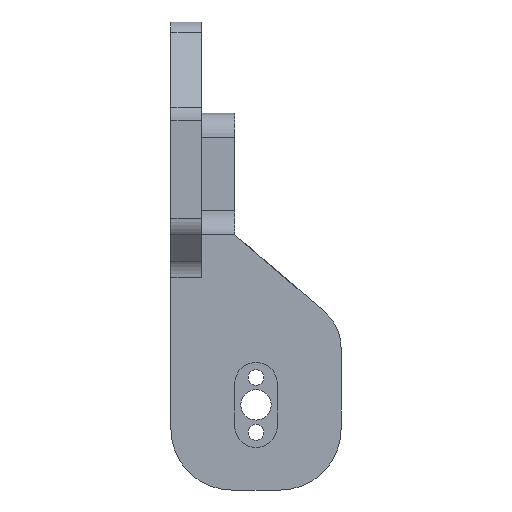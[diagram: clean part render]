
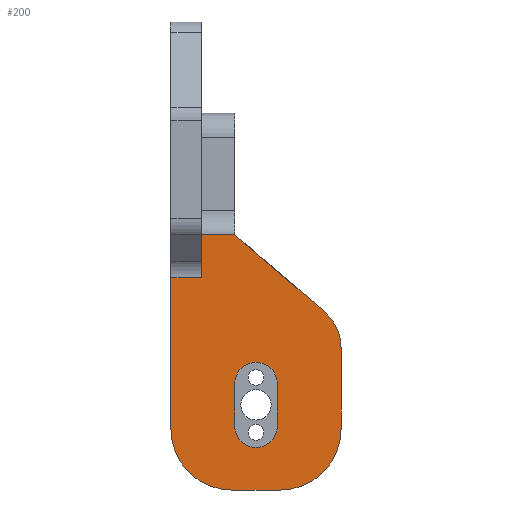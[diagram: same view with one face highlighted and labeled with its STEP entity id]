
A CAD part, left-side view. The second image highlights one B-rep face of the part: STEP entity #200.
In plain terms, the highlighted planar face has unit normal (-1, 0, 0).
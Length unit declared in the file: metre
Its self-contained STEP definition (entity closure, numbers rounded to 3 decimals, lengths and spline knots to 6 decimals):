
#6 = AXIS2_PLACEMENT_3D ( 'NONE', #11, #1895, #880 ) ;
#8 = LINE ( 'NONE', #1042, #1157 ) ;
#11 = CARTESIAN_POINT ( 'NONE',  ( 0.006, -0.013, -0.067 ) ) ;
#23 = CARTESIAN_POINT ( 'NONE',  ( 0.006, 0.005, -0.04 ) ) ;
#50 = VERTEX_POINT ( 'NONE', #670 ) ;
#69 = ORIENTED_EDGE ( 'NONE', *, *, #998, .T. ) ;
#72 = DIRECTION ( 'NONE',  ( 1., 0., 0. ) ) ;
#91 = CARTESIAN_POINT ( 'NONE',  ( 0.006, -0.023, -0.04 ) ) ;
#108 = ORIENTED_EDGE ( 'NONE', *, *, #297, .F. ) ;
#119 = VECTOR ( 'NONE', #1107, 1. ) ;
#125 = EDGE_CURVE ( 'NONE', #679, #637, #1628, .T. ) ;
#142 = CARTESIAN_POINT ( 'NONE',  ( 0.006, 0., 0. ) ) ;
#143 = CARTESIAN_POINT ( 'NONE',  ( 0.006, -0.0125, -0.0665 ) ) ;
#148 = VERTEX_POINT ( 'NONE', #1156 ) ;
#157 = VECTOR ( 'NONE', #1283, 1. ) ;
#165 = DIRECTION ( 'NONE',  ( -1., 0., 0. ) ) ;
#181 = EDGE_CURVE ( 'NONE', #1309, #1356, #2153, .T. ) ;
#192 = VECTOR ( 'NONE', #1148, 1. ) ;
#200 = ADVANCED_FACE ( 'NONE', ( #722, #1067 ), #1044, .F. ) ;
#203 = CARTESIAN_POINT ( 'NONE',  ( 0.006, -0.013, -0.077 ) ) ;
#211 = CARTESIAN_POINT ( 'NONE',  ( 0.006, -0.0055, -0.035 ) ) ;
#250 = EDGE_LOOP ( 'NONE', ( #108, #778, #913, #1144, #386, #1769, #69, #2210, #884, #524 ) ) ;
#253 = VERTEX_POINT ( 'NONE', #1575 ) ;
#270 = DIRECTION ( 'NONE',  ( 0., -0.759, -0.651 ) ) ;
#294 = DIRECTION ( 'NONE',  ( 0., -1., 0. ) ) ;
#297 = EDGE_CURVE ( 'NONE', #679, #1356, #2164, .T. ) ;
#305 = DIRECTION ( 'NONE',  ( 0., 1., 0. ) ) ;
#356 = EDGE_CURVE ( 'NONE', #1278, #637, #931, .T. ) ;
#386 = ORIENTED_EDGE ( 'NONE', *, *, #2109, .T. ) ;
#411 = CARTESIAN_POINT ( 'NONE',  ( 0.006, -0.0055, -0.035 ) ) ;
#435 = VECTOR ( 'NONE', #594, 1. ) ;
#438 = AXIS2_PLACEMENT_3D ( 'NONE', #1668, #2025, #305 ) ;
#451 = DIRECTION ( 'NONE',  ( 0., 1., 0. ) ) ;
#462 = LINE ( 'NONE', #1494, #192 ) ;
#483 = EDGE_CURVE ( 'NONE', #1068, #590, #873, .T. ) ;
#490 = EDGE_CURVE ( 'NONE', #253, #1297, #514, .T. ) ;
#506 = CARTESIAN_POINT ( 'NONE',  ( 0.006, -0.015, -0.053679 ) ) ;
#514 = CIRCLE ( 'NONE', #1708, 0.01 ) ;
#521 = DIRECTION ( 'NONE',  ( 1., 0., 0. ) ) ;
#524 = ORIENTED_EDGE ( 'NONE', *, *, #181, .T. ) ;
#536 = ORIENTED_EDGE ( 'NONE', *, *, #1785, .F. ) ;
#587 = AXIS2_PLACEMENT_3D ( 'NONE', #506, #165, #1490 ) ;
#590 = VERTEX_POINT ( 'NONE', #864 ) ;
#592 = CIRCLE ( 'NONE', #971, 0.0035 ) ;
#594 = DIRECTION ( 'NONE',  ( 0., 1., 0. ) ) ;
#637 = VERTEX_POINT ( 'NONE', #2061 ) ;
#661 = VECTOR ( 'NONE', #829, 1. ) ;
#670 = CARTESIAN_POINT ( 'NONE',  ( 0.006, -0.0125, -0.0595 ) ) ;
#679 = VERTEX_POINT ( 'NONE', #926 ) ;
#715 = EDGE_CURVE ( 'NONE', #1068, #50, #1968, .T. ) ;
#722 = FACE_OUTER_BOUND ( 'NONE', #250, .T. ) ;
#743 = DIRECTION ( 'NONE',  ( 0., 0., -1. ) ) ;
#778 = ORIENTED_EDGE ( 'NONE', *, *, #125, .T. ) ;
#788 = LINE ( 'NONE', #411, #435 ) ;
#789 = EDGE_CURVE ( 'NONE', #1826, #50, #592, .T. ) ;
#829 = DIRECTION ( 'NONE',  ( 0., 0., -1. ) ) ;
#864 = CARTESIAN_POINT ( 'NONE',  ( 0.006, -0.0055, -0.0665 ) ) ;
#873 = CIRCLE ( 'NONE', #438, 0.0035 ) ;
#880 = DIRECTION ( 'NONE',  ( 0., 1., 0. ) ) ;
#884 = ORIENTED_EDGE ( 'NONE', *, *, #1593, .T. ) ;
#898 = CARTESIAN_POINT ( 'NONE',  ( 0.006, 0., -0.035 ) ) ;
#913 = ORIENTED_EDGE ( 'NONE', *, *, #356, .F. ) ;
#926 = CARTESIAN_POINT ( 'NONE',  ( 0.006, -0.023, -0.053679 ) ) ;
#931 = LINE ( 'NONE', #1972, #1664 ) ;
#971 = AXIS2_PLACEMENT_3D ( 'NONE', #1608, #72, #451 ) ;
#998 = EDGE_CURVE ( 'NONE', #1057, #253, #2162, .T. ) ;
#1036 = VERTEX_POINT ( 'NONE', #898 ) ;
#1042 = CARTESIAN_POINT ( 'NONE',  ( 0.006, -0.0055, -0.07 ) ) ;
#1044 = PLANE ( 'NONE',  #2117 ) ;
#1057 = VERTEX_POINT ( 'NONE', #1791 ) ;
#1067 = FACE_BOUND ( 'NONE', #1792, .T. ) ;
#1068 = VERTEX_POINT ( 'NONE', #143 ) ;
#1091 = DIRECTION ( 'NONE',  ( 0., 0., -1. ) ) ;
#1107 = DIRECTION ( 'NONE',  ( 0., 0., -1. ) ) ;
#1144 = ORIENTED_EDGE ( 'NONE', *, *, #1416, .T. ) ;
#1148 = DIRECTION ( 'NONE',  ( 0., 1., 0. ) ) ;
#1156 = CARTESIAN_POINT ( 'NONE',  ( 0.006, 0., -0.042056 ) ) ;
#1157 = VECTOR ( 'NONE', #743, 1. ) ;
#1207 = EDGE_CURVE ( 'NONE', #148, #1057, #462, .T. ) ;
#1230 = VECTOR ( 'NONE', #294, 1. ) ;
#1253 = CARTESIAN_POINT ( 'NONE',  ( 0.006, 0.005, -0.04 ) ) ;
#1278 = VERTEX_POINT ( 'NONE', #211 ) ;
#1283 = DIRECTION ( 'NONE',  ( 0., 0., 1. ) ) ;
#1295 = VECTOR ( 'NONE', #1091, 1. ) ;
#1297 = VERTEX_POINT ( 'NONE', #1770 ) ;
#1298 = CARTESIAN_POINT ( 'NONE',  ( 0.006, -0.005, -0.067 ) ) ;
#1309 = VERTEX_POINT ( 'NONE', #203 ) ;
#1319 = LINE ( 'NONE', #142, #661 ) ;
#1356 = VERTEX_POINT ( 'NONE', #1469 ) ;
#1370 = ORIENTED_EDGE ( 'NONE', *, *, #483, .T. ) ;
#1397 = DIRECTION ( 'NONE',  ( 0., -1., 0. ) ) ;
#1416 = EDGE_CURVE ( 'NONE', #1278, #1036, #788, .T. ) ;
#1469 = CARTESIAN_POINT ( 'NONE',  ( 0.006, -0.023, -0.067 ) ) ;
#1490 = DIRECTION ( 'NONE',  ( 0., 1., 0. ) ) ;
#1494 = CARTESIAN_POINT ( 'NONE',  ( 0.006, 0.005, -0.042056 ) ) ;
#1575 = CARTESIAN_POINT ( 'NONE',  ( 0.006, 0.005, -0.067 ) ) ;
#1593 = EDGE_CURVE ( 'NONE', #1297, #1309, #2056, .T. ) ;
#1608 = CARTESIAN_POINT ( 'NONE',  ( 0.006, -0.009, -0.0595 ) ) ;
#1628 = CIRCLE ( 'NONE', #587, 0.008 ) ;
#1664 = VECTOR ( 'NONE', #270, 1. ) ;
#1668 = CARTESIAN_POINT ( 'NONE',  ( 0.006, -0.009, -0.0665 ) ) ;
#1682 = DIRECTION ( 'NONE',  ( 0., 1., 0. ) ) ;
#1708 = AXIS2_PLACEMENT_3D ( 'NONE', #1298, #2003, #1682 ) ;
#1769 = ORIENTED_EDGE ( 'NONE', *, *, #1207, .T. ) ;
#1770 = CARTESIAN_POINT ( 'NONE',  ( 0.006, -0.005, -0.077 ) ) ;
#1785 = EDGE_CURVE ( 'NONE', #1826, #590, #8, .T. ) ;
#1791 = CARTESIAN_POINT ( 'NONE',  ( 0.006, 0.005, -0.042056 ) ) ;
#1792 = EDGE_LOOP ( 'NONE', ( #536, #1957, #1876, #1370 ) ) ;
#1826 = VERTEX_POINT ( 'NONE', #2125 ) ;
#1876 = ORIENTED_EDGE ( 'NONE', *, *, #715, .F. ) ;
#1895 = DIRECTION ( 'NONE',  ( -1., 0., 0. ) ) ;
#1957 = ORIENTED_EDGE ( 'NONE', *, *, #789, .T. ) ;
#1968 = LINE ( 'NONE', #1977, #157 ) ;
#1972 = CARTESIAN_POINT ( 'NONE',  ( 0.006, -0.023, -0.05 ) ) ;
#1977 = CARTESIAN_POINT ( 'NONE',  ( 0.006, -0.0125, -0.07 ) ) ;
#2003 = DIRECTION ( 'NONE',  ( -1., 0., 0. ) ) ;
#2018 = CARTESIAN_POINT ( 'NONE',  ( 0.006, 0.005, -0.077 ) ) ;
#2025 = DIRECTION ( 'NONE',  ( 1., 0., 0. ) ) ;
#2056 = LINE ( 'NONE', #2018, #1230 ) ;
#2061 = CARTESIAN_POINT ( 'NONE',  ( 0.006, -0.020206, -0.047605 ) ) ;
#2109 = EDGE_CURVE ( 'NONE', #1036, #148, #1319, .T. ) ;
#2117 = AXIS2_PLACEMENT_3D ( 'NONE', #23, #521, #1397 ) ;
#2125 = CARTESIAN_POINT ( 'NONE',  ( 0.006, -0.0055, -0.0595 ) ) ;
#2153 = CIRCLE ( 'NONE', #6, 0.01 ) ;
#2162 = LINE ( 'NONE', #1253, #119 ) ;
#2164 = LINE ( 'NONE', #91, #1295 ) ;
#2210 = ORIENTED_EDGE ( 'NONE', *, *, #490, .T. ) ;
